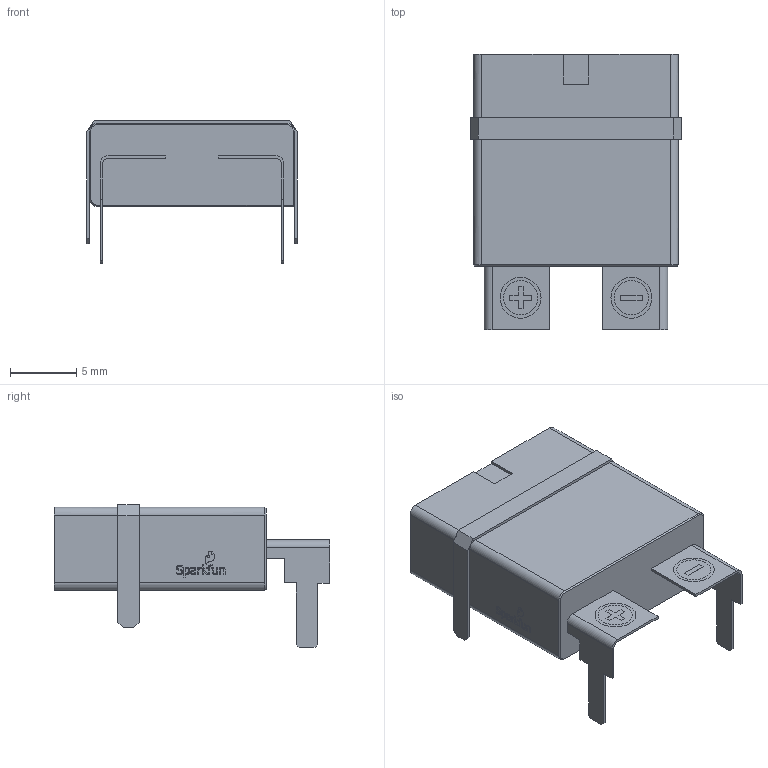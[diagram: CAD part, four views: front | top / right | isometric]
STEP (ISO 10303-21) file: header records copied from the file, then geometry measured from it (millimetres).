
FILE_DESCRIPTION(/* description */ (''),/* implementation_level */ '2;1');
FILE_NAME(/* name */ '1.stp',/* time_stamp */ '2021-10-15T13:27:58+02:00',/* author */ ('k'),/* organization */ (''),/* preprocessor_version */ 'ST-DEVELOPER v15.6',/* originating_system */ 'Autodesk Inventor 2015',/* authorisation */ '');
FILE_SCHEMA (('AUTOMOTIVE_DESIGN { 1 0 10303 214 3 1 1 }'));
Length unit declared in the file: millimetre
Products named in the file (7): 1; 2; 3.; 4; 5; SparkFun Logo
Bounding box: 15.9 x 20.8 x 10.8 mm (x, y, z)
Volume: 1133.7 mm3; surface area: 1536.7 mm2
Topology: 19 solids, 19 shells, 273 faces, 692 edges, 459 vertices
Faces by surface type: plane 199, bspline 60, cylinder 11, cone 3
Full cylindrical faces by diameter (mm): 2.586 x2, 3.088 x2
Entity records: 8750 total; most frequent: CARTESIAN_POINT 2377, ORIENTED_EDGE 1376, DIRECTION 1049, EDGE_CURVE 688, LINE 539, VECTOR 539, VERTEX_POINT 459, EDGE_LOOP 287
